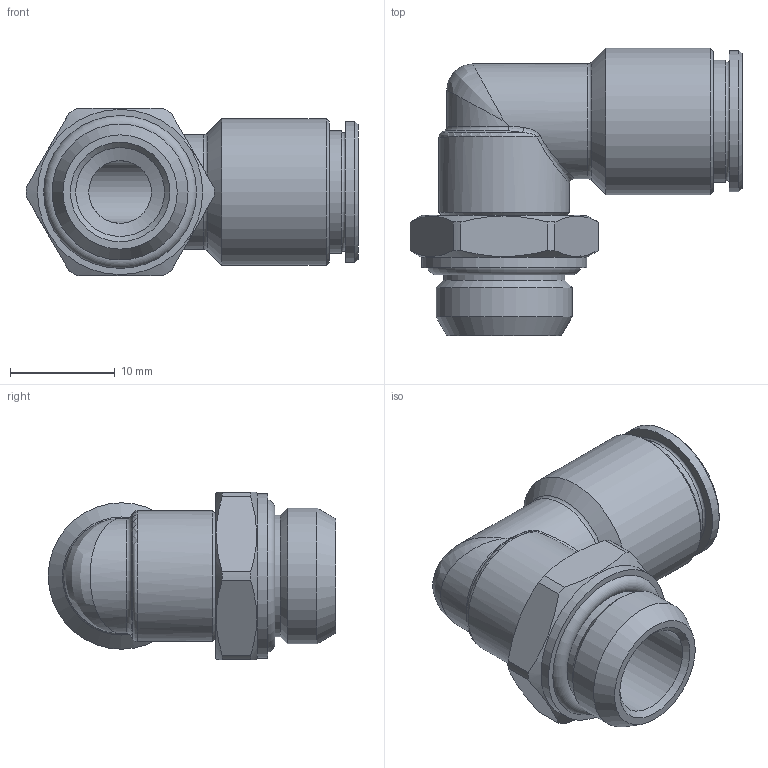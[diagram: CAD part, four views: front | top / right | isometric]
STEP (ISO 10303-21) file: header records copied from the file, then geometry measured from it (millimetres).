
FILE_DESCRIPTION(/* description */ ('STEP AP214'),/* implementation_level */ '2;1');
FILE_NAME(/* name */ 'X0060042',/* time_stamp */ '2022-07-21T09:45:15+02:00',/* author */ ('License CC BY-ND 4.0'),/* organization */ ('CADENAS'),/* preprocessor_version */ 'ST-DEVELOPER v18.102',/* originating_system */ 'PARTsolutions',/* authorisation */ ' ');
FILE_SCHEMA (('AUTOMOTIVE_DESIGN {1 0 10303 214 3 1 1}'));
Length unit declared in the file: millimetre
Products named in the file (2): X0060042; X0060042_PART1
Assembly tree (1 placements, depth 2):
  X0060042
    X0060042_PART1
Bounding box: 31.75 x 27.5 x 16 mm (x, y, z)
Volume: 3872.4 mm3; surface area: 3249.6 mm2
Topology: 1 solids, 1 shells, 57 faces, 134 edges, 81 vertices
Faces by surface type: cylinder 20, plane 13, cone 13, bspline 6, torus 5
Full cylindrical faces by diameter (mm): 6 x2, 8.15 x1, 8.5 x1, 11 x1, 11.6 x1, 11.7 x1, 12.5 x1, 13 x1, 13.5 x1, 14 x1, 15.8 x1
Entity records: 2328 total; most frequent: CARTESIAN_POINT 804, DIRECTION 228, ORIENTED_EDGE 192, AXIS2_PLACEMENT_3D 108, EDGE_CURVE 96, EDGE_LOOP 89, FACE_BOUND 89, VERTEX_POINT 73
